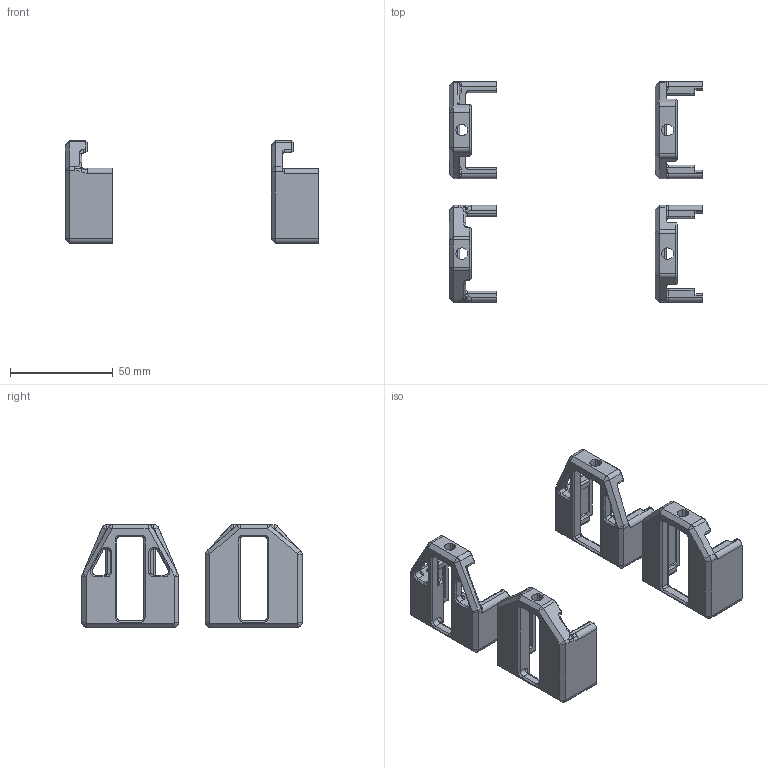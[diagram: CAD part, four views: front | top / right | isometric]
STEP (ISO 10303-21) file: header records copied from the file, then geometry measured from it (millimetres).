
FILE_DESCRIPTION(/* description */ (''),/* implementation_level */ '2;1');
FILE_NAME(/* name */ 'side_fan_support_lever_connector_mount.step',/* time_stamp */ '2024-01-21T20:51:16-06:00',/* author */ (''),/* organization */ (''),/* preprocessor_version */ 'ST-DEVELOPER v20',/* originating_system */ 'Autodesk Translation Framework v12.14.0.127',/* authorisation */ '');
FILE_SCHEMA (('AUTOMOTIVE_DESIGN { 1 0 10303 214 3 1 1 }'));
Length unit declared in the file: millimetre
Products named in the file (8): (Unsaved); Fan Mount; ULC - Skirt Fan; ULC3 - Skirt Fan; ULC5 - Skirt Fan; WAGO - Skirt Fan; WAGO3 - Skirt Fan; WAGO5 - Skirt Fan
Assembly tree (7 placements, depth 4):
  (Unsaved)
    Fan Mount
      ULC - Skirt Fan
        ULC3 - Skirt Fan
        ULC5 - Skirt Fan
      WAGO - Skirt Fan
        WAGO3 - Skirt Fan
        WAGO5 - Skirt Fan
Bounding box: 123.2 x 107 x 50 mm (x, y, z)
Volume: 45113.4 mm3; surface area: 31519 mm2
Topology: 4 solids, 4 shells, 621 faces, 1573 edges, 941 vertices
Faces by surface type: plane 265, cylinder 181, cone 68, torus 67, bspline 39, sphere 1
Entity records: 21705 total; most frequent: CARTESIAN_POINT 6570, DIRECTION 3187, ORIENTED_EDGE 3124, EDGE_CURVE 1562, AXIS2_PLACEMENT_3D 1113, LINE 961, VECTOR 961, VERTEX_POINT 941
